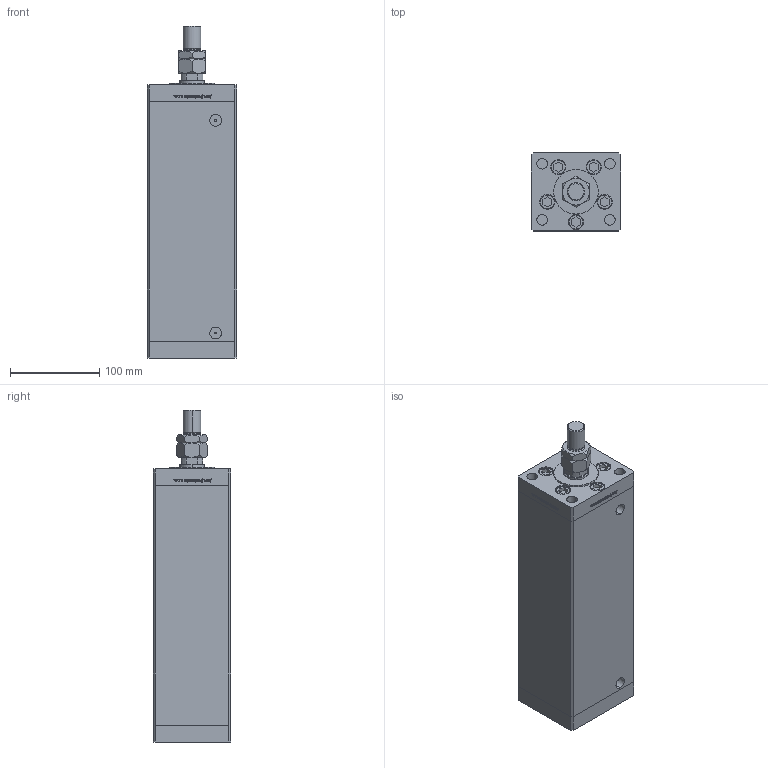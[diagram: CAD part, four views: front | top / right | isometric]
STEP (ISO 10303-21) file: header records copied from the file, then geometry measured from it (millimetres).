
FILE_DESCRIPTION (( 'STEP AP203' ), '1' );
FILE_NAME ('7fb6.STEP', '2024-01-08T21:13:03', ( '' ), ( '' ), 'SwSTEP 2.0', 'SolidWorks 2019', '' );
FILE_SCHEMA (( 'CONFIG_CONTROL_DESIGN' ));
Length unit declared in the file: millimetre
Products named in the file (7): V220C_B MIDDLE fca0fe155475ce5ebadbf84046ea2705; MTA fca0fe155475ce5ebadbf84046ea2705; V220C BACK_B fca0fe155475ce5ebadbf84046ea2705; V220C_VC_B fca0fe155475ce5ebadbf84046ea2705; V220C_FRONT_B fca0fe155475ce5ebadbf84046ea2705; ALLEN BOLT fca0fe155475ce5ebadbf84046ea2705; 7fb6
Assembly tree (15 placements, depth 2):
  7fb6
    V220C_B MIDDLE fca0fe155475ce5ebadbf84046ea2705
    V220C BACK_B fca0fe155475ce5ebadbf84046ea2705
    V220C_FRONT_B fca0fe155475ce5ebadbf84046ea2705
    V220C_VC_B fca0fe155475ce5ebadbf84046ea2705
    ALLEN BOLT fca0fe155475ce5ebadbf84046ea2705  x10
    MTA fca0fe155475ce5ebadbf84046ea2705
Bounding box: 100 x 87 x 372.5 mm (x, y, z)
Volume: 2318120.8 mm3; surface area: 287837.6 mm2
Topology: 15 solids, 15 shells, 1234 faces, 3060 edges, 1995 vertices
Faces by surface type: bspline 484, plane 479, cylinder 151, cone 74, torus 46
Entity records: 53793 total; most frequent: CARTESIAN_POINT 30794, ORIENTED_EDGE 5288, DIRECTION 3034, EDGE_CURVE 2644, VERTEX_POINT 1743, VECTOR 1340, LINE 1340, EDGE_LOOP 1201
